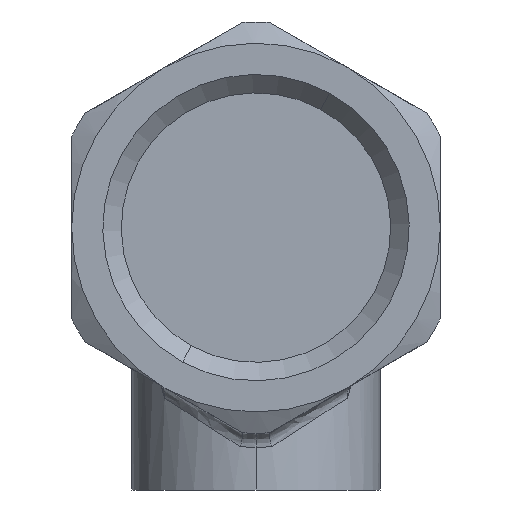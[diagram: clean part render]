
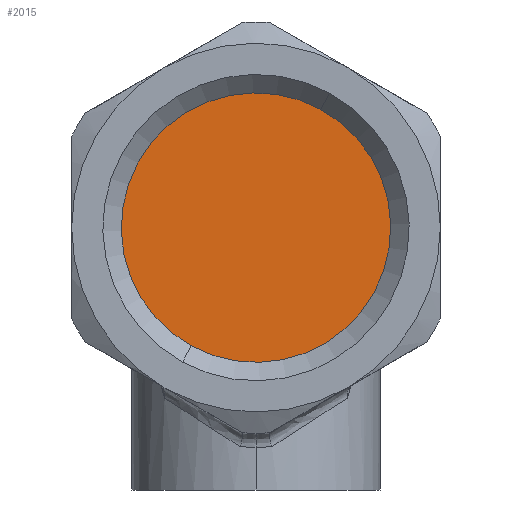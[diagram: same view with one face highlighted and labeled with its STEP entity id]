
A CAD part, left-side view. The second image highlights one B-rep face of the part: STEP entity #2015.
In plain terms, the highlighted planar face has unit normal (-1, 0, 0).
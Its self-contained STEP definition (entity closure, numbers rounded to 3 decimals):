
#1995=AXIS2_PLACEMENT_3D('Plane Axis2P3D',#1992,#1993,#1994) ;
#1999=AXIS2_PLACEMENT_3D('Circle Axis2P3D',#1997,#1998,$) ;
#2008=AXIS2_PLACEMENT_3D('Circle Axis2P3D',#2006,#2007,$) ;
#1992=CARTESIAN_POINT('Axis2P3D Location',(-5.,0.,9.5)) ;
#1997=CARTESIAN_POINT('Axis2P3D Location',(-5.,0.,0.)) ;
#2001=CARTESIAN_POINT('Vertex',(-5.,-4.555,8.337)) ;
#2003=CARTESIAN_POINT('Vertex',(-5.,4.555,-8.337)) ;
#2006=CARTESIAN_POINT('Axis2P3D Location',(-5.,0.,0.)) ;
#1993=DIRECTION('Axis2P3D Direction',(1.,0.,0.)) ;
#1994=DIRECTION('Axis2P3D XDirection',(0.,1.,0.)) ;
#1998=DIRECTION('Axis2P3D Direction',(1.,0.,0.)) ;
#2007=DIRECTION('Axis2P3D Direction',(1.,0.,0.)) ;
#2012=ORIENTED_EDGE('',*,*,#2005,.F.) ;
#2013=ORIENTED_EDGE('',*,*,#2010,.F.) ;
#2015=ADVANCED_FACE('PartBody',(#2014),#1996,.F.) ;
#2000=CIRCLE('generated circle',#1999,9.5) ;
#2009=CIRCLE('generated circle',#2008,9.5) ;
#2005=EDGE_CURVE('',#2002,#2004,#2000,.T.) ;
#2010=EDGE_CURVE('',#2004,#2002,#2009,.T.) ;
#2011=EDGE_LOOP('',(#2012,#2013)) ;
#2014=FACE_OUTER_BOUND('',#2011,.T.) ;
#1996=PLANE('',#1995) ;
#2002=VERTEX_POINT('',#2001) ;
#2004=VERTEX_POINT('',#2003) ;
